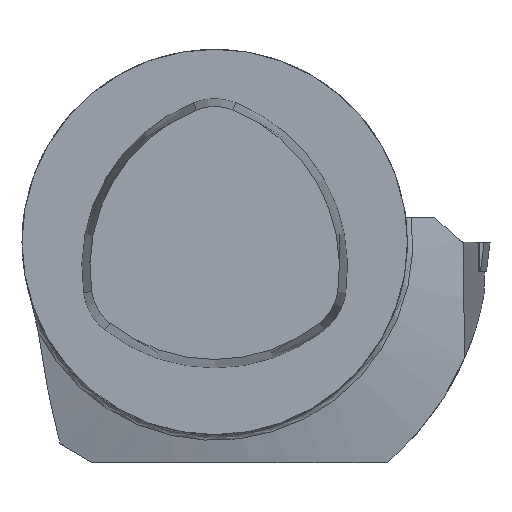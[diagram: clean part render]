
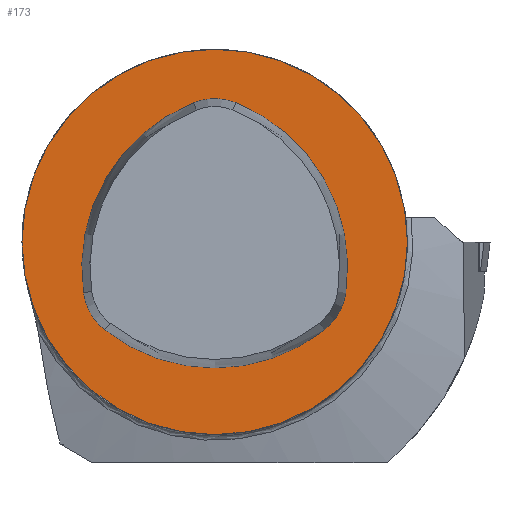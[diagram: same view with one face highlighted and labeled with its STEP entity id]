
A CAD part, top view. The second image highlights one B-rep face of the part: STEP entity #173.
In plain terms, the highlighted planar face has unit normal (0, 0, 1).
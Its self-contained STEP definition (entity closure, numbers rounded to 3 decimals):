
#118=FACE_BOUND('',#316,.T.);
#119=FACE_BOUND('',#317,.T.);
#173=ADVANCED_FACE('',(#118,#119),#222,.T.);
#222=PLANE('',#1095);
#316=EDGE_LOOP('',(#477));
#317=EDGE_LOOP('',(#478,#479,#480,#481,#482,#483));
#364=CIRCLE('',#1075,31.5);
#371=CIRCLE('',#1089,29.);
#372=CIRCLE('',#1090,9.4);
#373=CIRCLE('',#1091,29.);
#374=CIRCLE('',#1092,9.4);
#375=CIRCLE('',#1093,29.);
#376=CIRCLE('',#1094,9.4);
#477=ORIENTED_EDGE('',*,*,#777,.T.);
#478=ORIENTED_EDGE('',*,*,#793,.F.);
#479=ORIENTED_EDGE('',*,*,#794,.F.);
#480=ORIENTED_EDGE('',*,*,#795,.F.);
#481=ORIENTED_EDGE('',*,*,#796,.F.);
#482=ORIENTED_EDGE('',*,*,#797,.F.);
#483=ORIENTED_EDGE('',*,*,#798,.F.);
#681=VERTEX_POINT('',#1613);
#696=VERTEX_POINT('',#1659);
#697=VERTEX_POINT('',#1660);
#698=VERTEX_POINT('',#1662);
#699=VERTEX_POINT('',#1664);
#700=VERTEX_POINT('',#1666);
#701=VERTEX_POINT('',#1668);
#777=EDGE_CURVE('',#681,#681,#364,.T.);
#793=EDGE_CURVE('',#696,#697,#371,.T.);
#794=EDGE_CURVE('',#698,#696,#372,.T.);
#795=EDGE_CURVE('',#699,#698,#373,.T.);
#796=EDGE_CURVE('',#700,#699,#374,.T.);
#797=EDGE_CURVE('',#701,#700,#375,.T.);
#798=EDGE_CURVE('',#697,#701,#376,.T.);
#1075=AXIS2_PLACEMENT_3D('',#1612,#1235,#1236);
#1089=AXIS2_PLACEMENT_3D('',#1658,#1267,#1268);
#1090=AXIS2_PLACEMENT_3D('',#1661,#1269,#1270);
#1091=AXIS2_PLACEMENT_3D('',#1663,#1271,#1272);
#1092=AXIS2_PLACEMENT_3D('',#1665,#1273,#1274);
#1093=AXIS2_PLACEMENT_3D('',#1667,#1275,#1276);
#1094=AXIS2_PLACEMENT_3D('',#1669,#1277,#1278);
#1095=AXIS2_PLACEMENT_3D('',#1670,#1279,#1280);
#1235=DIRECTION('',(0.,0.,1.));
#1236=DIRECTION('',(-1.,0.,0.));
#1267=DIRECTION('',(0.,0.,1.));
#1268=DIRECTION('',(-1.,0.,0.));
#1269=DIRECTION('',(0.,0.,1.));
#1270=DIRECTION('',(-1.,0.,0.));
#1271=DIRECTION('',(0.,0.,1.));
#1272=DIRECTION('',(-1.,0.,0.));
#1273=DIRECTION('',(0.,0.,1.));
#1274=DIRECTION('',(-1.,0.,0.));
#1275=DIRECTION('',(0.,0.,1.));
#1276=DIRECTION('',(-1.,0.,0.));
#1277=DIRECTION('',(0.,0.,1.));
#1278=DIRECTION('',(-1.,0.,0.));
#1279=DIRECTION('',(0.,0.,1.));
#1280=DIRECTION('',(-1.,0.,0.));
#1612=CARTESIAN_POINT('',(0.,0.,0.));
#1613=CARTESIAN_POINT('',(-31.5,0.,0.));
#1658=CARTESIAN_POINT('',(-7.275,-4.2,0.));
#1659=CARTESIAN_POINT('',(21.428,-8.343,0.));
#1660=CARTESIAN_POINT('',(3.489,22.729,0.));
#1661=CARTESIAN_POINT('',(12.124,-7.,0.));
#1662=CARTESIAN_POINT('',(17.939,-14.386,0.));
#1663=CARTESIAN_POINT('',(0.,8.4,0.));
#1664=CARTESIAN_POINT('',(-17.939,-14.386,0.));
#1665=CARTESIAN_POINT('',(-12.124,-7.,0.));
#1666=CARTESIAN_POINT('',(-21.428,-8.343,0.));
#1667=CARTESIAN_POINT('',(7.275,-4.2,0.));
#1668=CARTESIAN_POINT('',(-3.489,22.729,0.));
#1669=CARTESIAN_POINT('',(0.,14.,0.));
#1670=CARTESIAN_POINT('',(0.,0.,0.));
